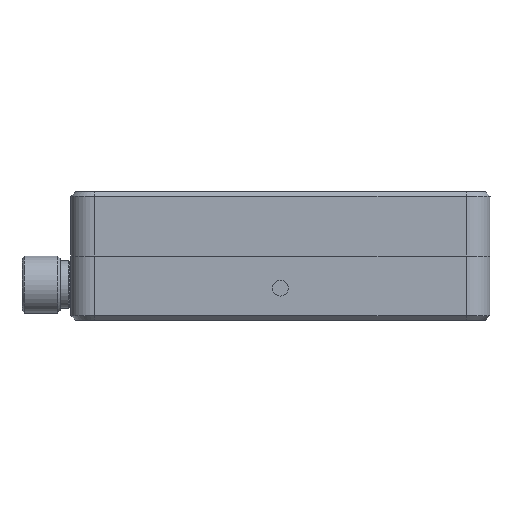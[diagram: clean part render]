
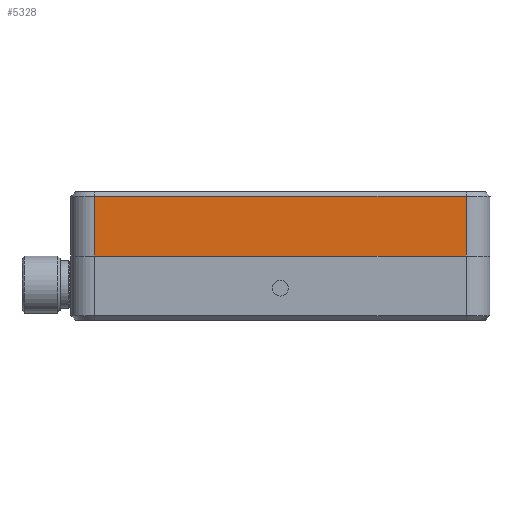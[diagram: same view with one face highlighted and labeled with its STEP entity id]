
A CAD part, left-side view. The second image highlights one B-rep face of the part: STEP entity #5328.
In plain terms, the highlighted planar face has unit normal (1, 0, 0).
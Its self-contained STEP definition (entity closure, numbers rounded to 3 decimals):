
#67 = CARTESIAN_POINT ( 'NONE',  ( 44.509, 73.68, 8.674 ) ) ;
#985 = ORIENTED_EDGE ( 'NONE', *, *, #3935, .F. ) ;
#1372 = EDGE_CURVE ( 'NONE', #7012, #2788, #1461, .T. ) ;
#1461 = LINE ( 'NONE', #2636, #5794 ) ;
#1510 = EDGE_CURVE ( 'NONE', #2788, #4044, #3305, .T. ) ;
#1881 = AXIS2_PLACEMENT_3D ( 'NONE', #67, #2101, #7019 ) ;
#2101 = DIRECTION ( 'NONE',  ( 1., 0., 0. ) ) ;
#2400 = VECTOR ( 'NONE', #4893, 1000. ) ;
#2410 = CARTESIAN_POINT ( 'NONE',  ( 44.509, -9.32, 8.674 ) ) ;
#2434 = DIRECTION ( 'NONE',  ( 0., 0., 1. ) ) ;
#2636 = CARTESIAN_POINT ( 'NONE',  ( 44.509, -9.32, 8.674 ) ) ;
#2713 = CARTESIAN_POINT ( 'NONE',  ( 44.509, 73.68, 21.174 ) ) ;
#2751 = LINE ( 'NONE', #2713, #2400 ) ;
#2788 = VERTEX_POINT ( 'NONE', #2410 ) ;
#3007 = CARTESIAN_POINT ( 'NONE',  ( 44.509, 68.68, 8.674 ) ) ;
#3020 = CARTESIAN_POINT ( 'NONE',  ( 44.509, -9.32, 21.174 ) ) ;
#3305 = LINE ( 'NONE', #3948, #6478 ) ;
#3847 = FACE_OUTER_BOUND ( 'NONE', #5633, .T. ) ;
#3935 = EDGE_CURVE ( 'NONE', #7012, #5098, #2751, .T. ) ;
#3948 = CARTESIAN_POINT ( 'NONE',  ( 44.509, 73.68, 8.674 ) ) ;
#4044 = VERTEX_POINT ( 'NONE', #4919 ) ;
#4235 = DIRECTION ( 'NONE',  ( 0., 0., -1. ) ) ;
#4800 = ORIENTED_EDGE ( 'NONE', *, *, #1372, .T. ) ;
#4893 = DIRECTION ( 'NONE',  ( 0., 1., 0. ) ) ;
#4919 = CARTESIAN_POINT ( 'NONE',  ( 44.509, 68.68, 8.674 ) ) ;
#5053 = ORIENTED_EDGE ( 'NONE', *, *, #6310, .T. ) ;
#5098 = VERTEX_POINT ( 'NONE', #6559 ) ;
#5328 = ADVANCED_FACE ( 'NONE', ( #3847 ), #6985, .T. ) ;
#5482 = DIRECTION ( 'NONE',  ( 0., 1., 0. ) ) ;
#5633 = EDGE_LOOP ( 'NONE', ( #6202, #5053, #985, #4800 ) ) ;
#5794 = VECTOR ( 'NONE', #4235, 1000. ) ;
#6202 = ORIENTED_EDGE ( 'NONE', *, *, #1510, .T. ) ;
#6310 = EDGE_CURVE ( 'NONE', #4044, #5098, #6808, .T. ) ;
#6478 = VECTOR ( 'NONE', #5482, 1000. ) ;
#6554 = VECTOR ( 'NONE', #2434, 1000. ) ;
#6559 = CARTESIAN_POINT ( 'NONE',  ( 44.509, 68.68, 21.174 ) ) ;
#6808 = LINE ( 'NONE', #3007, #6554 ) ;
#6985 = PLANE ( 'NONE',  #1881 ) ;
#7012 = VERTEX_POINT ( 'NONE', #3020 ) ;
#7019 = DIRECTION ( 'NONE',  ( 0., 1., 0. ) ) ;
